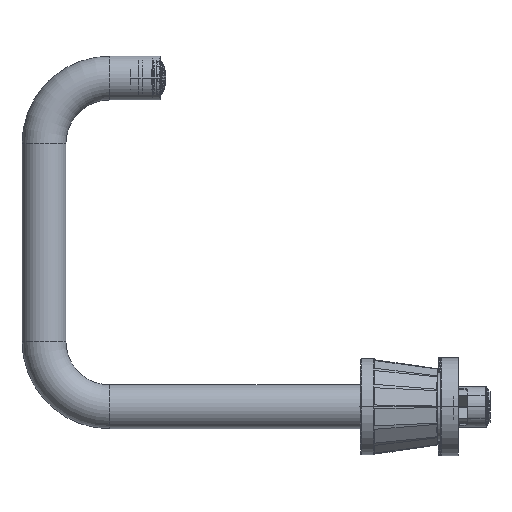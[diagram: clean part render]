
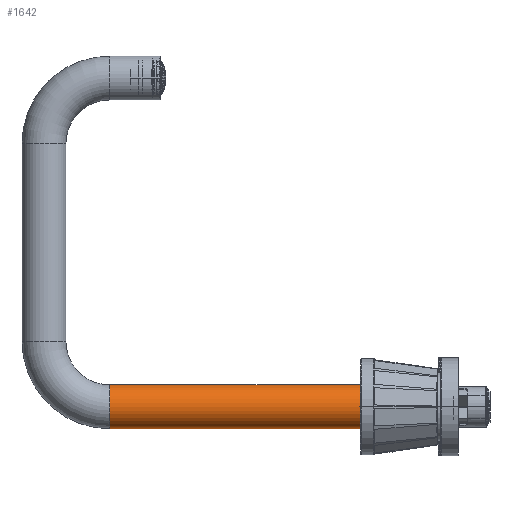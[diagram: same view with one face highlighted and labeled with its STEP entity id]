
A CAD part, left-side view. The second image highlights one B-rep face of the part: STEP entity #1642.
In plain terms, the highlighted cylindrical face has radius 10 mm (diameter 20 mm), a partial arc.
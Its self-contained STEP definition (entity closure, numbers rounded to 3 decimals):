
#867=DIRECTION('',(0.,0.,-1.));
#868=VECTOR('',#867,152.7);
#869=CARTESIAN_POINT('',(10.,0.,
-0.3));
#870=LINE('',#869,#868);
#874=CARTESIAN_POINT('',(0.,0.,-0.3));
#875=DIRECTION('',(0.,0.,1.));
#876=DIRECTION('',(1.,0.,0.));
#877=AXIS2_PLACEMENT_3D('',#874,#875,#876);
#882=DIRECTION('',(0.,0.,-1.));
#883=VECTOR('',#882,152.7);
#884=CARTESIAN_POINT('',(-10.,0.,
-0.3));
#885=LINE('',#884,#883);
#889=CARTESIAN_POINT('',(0.,0.,-153.));
#890=DIRECTION('',(0.,0.,-1.));
#891=DIRECTION('',(-1.,0.,0.));
#892=AXIS2_PLACEMENT_3D('',#889,#890,#891);
#1473=CARTESIAN_POINT('',(-10.,0.,-153.));
#1474=CARTESIAN_POINT('',(10.,0.,-153.));
#1475=VERTEX_POINT('',#1473);
#1476=VERTEX_POINT('',#1474);
#1517=CARTESIAN_POINT('',(10.,0.,-0.3));
#1518=CARTESIAN_POINT('',(-10.,0.,-0.3));
#1519=VERTEX_POINT('',#1517);
#1520=VERTEX_POINT('',#1518);
#1630=CARTESIAN_POINT('',(0.,0.,0.));
#1631=DIRECTION('',(0.,0.,-1.));
#1632=DIRECTION('',(-1.,0.,0.));
#1633=AXIS2_PLACEMENT_3D('',#1630,#1631,#1632);
#1634=CYLINDRICAL_SURFACE('',#1633,10.);
#1635=ORIENTED_EDGE('',*,*,#1595,.T.);
#1636=ORIENTED_EDGE('',*,*,#1625,.T.);
#1638=ORIENTED_EDGE('',*,*,#1637,.T.);
#1639=ORIENTED_EDGE('',*,*,#1621,.F.);
#1640=EDGE_LOOP('',(#1635,#1636,#1638,#1639));
#1641=FACE_OUTER_BOUND('',#1640,.F.);
#1642=ADVANCED_FACE('',(#1641),#1634,.T.);
#878=CIRCLE('',#877,10.);
#893=CIRCLE('',#892,10.);
#1595=EDGE_CURVE('',#1519,#1520,#878,.T.);
#1621=EDGE_CURVE('',#1519,#1476,#870,.T.);
#1625=EDGE_CURVE('',#1520,#1475,#885,.T.);
#1637=EDGE_CURVE('',#1475,#1476,#893,.T.);
